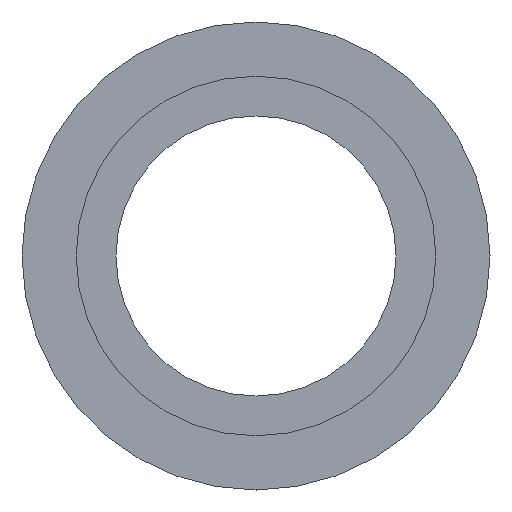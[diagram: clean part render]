
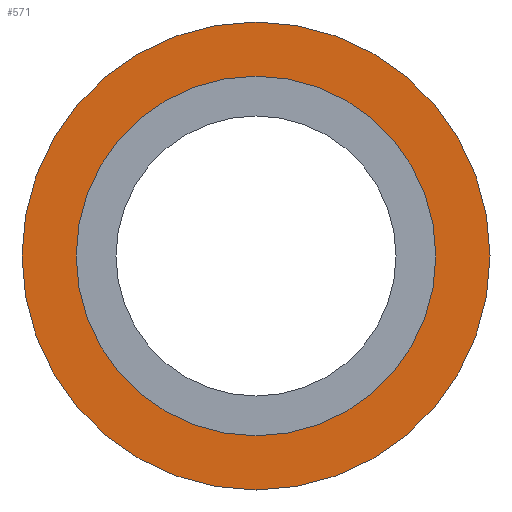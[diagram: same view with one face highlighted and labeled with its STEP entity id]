
A CAD part, front view. The second image highlights one B-rep face of the part: STEP entity #571.
In plain terms, the highlighted planar face has unit normal (0, -1, 0).
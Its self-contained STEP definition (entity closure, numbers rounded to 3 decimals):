
#10 = CIRCLE ( 'NONE', #172, 12.2 ) ;
#48 = FACE_OUTER_BOUND ( 'NONE', #212, .T. ) ;
#65 = CARTESIAN_POINT ( 'NONE',  ( 0., 0., 0. ) ) ;
#75 = CIRCLE ( 'NONE', #222, 15.875 ) ;
#78 = CIRCLE ( 'NONE', #84, 12.2 ) ;
#84 = AXIS2_PLACEMENT_3D ( 'NONE', #65, #523, #109 ) ;
#109 = DIRECTION ( 'NONE',  ( -1., 0., 0. ) ) ;
#118 = ORIENTED_EDGE ( 'NONE', *, *, #363, .T. ) ;
#125 = CARTESIAN_POINT ( 'NONE',  ( -15.875, 0., 0. ) ) ;
#132 = DIRECTION ( 'NONE',  ( -1., 0., 0. ) ) ;
#136 = PLANE ( 'NONE',  #444 ) ;
#158 = VERTEX_POINT ( 'NONE', #470 ) ;
#161 = ORIENTED_EDGE ( 'NONE', *, *, #311, .F. ) ;
#166 = DIRECTION ( 'NONE',  ( 0., 1., 0. ) ) ;
#170 = CARTESIAN_POINT ( 'NONE',  ( 15.875, 0., 0. ) ) ;
#172 = AXIS2_PLACEMENT_3D ( 'NONE', #451, #166, #177 ) ;
#177 = DIRECTION ( 'NONE',  ( -1., 0., 0. ) ) ;
#190 = DIRECTION ( 'NONE',  ( -1., 0., 0. ) ) ;
#196 = DIRECTION ( 'NONE',  ( 0., 1., 0. ) ) ;
#212 = EDGE_LOOP ( 'NONE', ( #278, #161 ) ) ;
#222 = AXIS2_PLACEMENT_3D ( 'NONE', #331, #374, #132 ) ;
#234 = VERTEX_POINT ( 'NONE', #282 ) ;
#261 = FACE_BOUND ( 'NONE', #564, .T. ) ;
#278 = ORIENTED_EDGE ( 'NONE', *, *, #587, .F. ) ;
#282 = CARTESIAN_POINT ( 'NONE',  ( 12.2, 0., 0. ) ) ;
#293 = VERTEX_POINT ( 'NONE', #125 ) ;
#311 = EDGE_CURVE ( 'NONE', #551, #293, #75, .T. ) ;
#324 = CARTESIAN_POINT ( 'NONE',  ( 15.875, 0., 0. ) ) ;
#327 = ORIENTED_EDGE ( 'NONE', *, *, #401, .T. ) ;
#331 = CARTESIAN_POINT ( 'NONE',  ( 0., 0., 0. ) ) ;
#339 = DIRECTION ( 'NONE',  ( -1., 0., 0. ) ) ;
#363 = EDGE_CURVE ( 'NONE', #158, #234, #10, .T. ) ;
#374 = DIRECTION ( 'NONE',  ( 0., 1., 0. ) ) ;
#401 = EDGE_CURVE ( 'NONE', #234, #158, #78, .T. ) ;
#444 = AXIS2_PLACEMENT_3D ( 'NONE', #170, #483, #190 ) ;
#451 = CARTESIAN_POINT ( 'NONE',  ( 0., 0., 0. ) ) ;
#468 = CIRCLE ( 'NONE', #475, 15.875 ) ;
#470 = CARTESIAN_POINT ( 'NONE',  ( -12.2, 0., 0. ) ) ;
#475 = AXIS2_PLACEMENT_3D ( 'NONE', #586, #196, #339 ) ;
#483 = DIRECTION ( 'NONE',  ( 0., 1., 0. ) ) ;
#523 = DIRECTION ( 'NONE',  ( 0., 1., 0. ) ) ;
#551 = VERTEX_POINT ( 'NONE', #324 ) ;
#564 = EDGE_LOOP ( 'NONE', ( #118, #327 ) ) ;
#571 = ADVANCED_FACE ( 'NONE', ( #48, #261 ), #136, .F. ) ;
#586 = CARTESIAN_POINT ( 'NONE',  ( 0., 0., 0. ) ) ;
#587 = EDGE_CURVE ( 'NONE', #293, #551, #468, .T. ) ;
